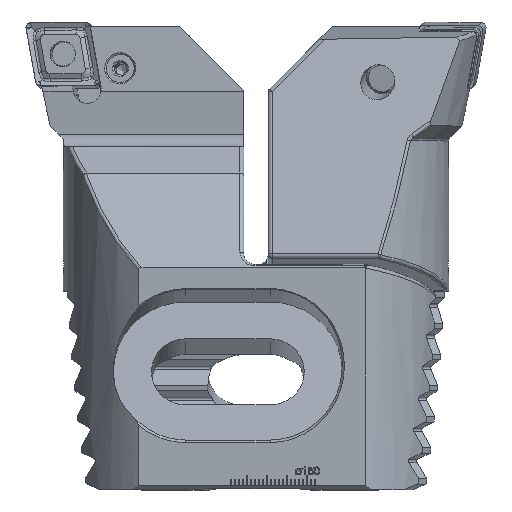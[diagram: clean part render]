
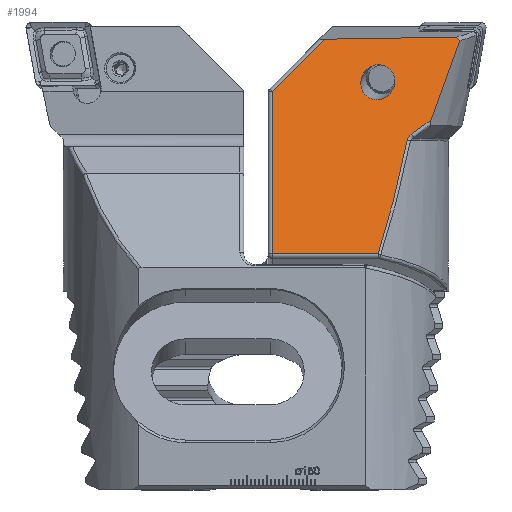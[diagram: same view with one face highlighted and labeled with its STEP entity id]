
A CAD part, top view. The second image highlights one B-rep face of the part: STEP entity #1994.
In plain terms, the highlighted face is planar.
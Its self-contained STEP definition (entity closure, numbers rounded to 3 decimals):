
#42 = DIRECTION ( 'NONE',  ( -1., 0., 0. ) ) ;
#293 =( BOUNDED_CURVE ( )  B_SPLINE_CURVE ( 3, ( #10059, #14845, #3952, #14953 ),
 .UNSPECIFIED., .F., .F. ) 
 B_SPLINE_CURVE_WITH_KNOTS ( ( 4, 4 ),
 ( 4.213, 4.329 ),
 .UNSPECIFIED. ) 
 CURVE ( )  GEOMETRIC_REPRESENTATION_ITEM ( )  RATIONAL_B_SPLINE_CURVE ( ( 1., 0.999, 0.999, 1. ) ) 
 REPRESENTATION_ITEM ( '' )  );
#433 = VECTOR ( 'NONE', #9081, 1000. ) ;
#522 = VERTEX_POINT ( 'NONE', #8732 ) ;
#855 = VERTEX_POINT ( 'NONE', #6064 ) ;
#952 = DIRECTION ( 'NONE',  ( 0., -0.259, 0.966 ) ) ;
#1041 = VECTOR ( 'NONE', #4102, 1000. ) ;
#1046 = B_SPLINE_CURVE_WITH_KNOTS ( 'NONE', 3,
 ( #2803, #1522, #2860, #2915 ),
 .UNSPECIFIED., .F., .F.,
 ( 4, 4 ),
 ( 0., 0.006 ),
 .UNSPECIFIED. ) ;
#1054 = FACE_OUTER_BOUND ( 'NONE', #11585, .T. ) ;
#1079 = CARTESIAN_POINT ( 'NONE',  ( 19.307, -28.477, -28.566 ) ) ;
#1479 = CARTESIAN_POINT ( 'NONE',  ( 25.511, -10.623, -23.782 ) ) ;
#1522 = CARTESIAN_POINT ( 'NONE',  ( 16.91, -26.577, -28.057 ) ) ;
#1569 = EDGE_LOOP ( 'NONE', ( #15339 ) ) ;
#1705 = CARTESIAN_POINT ( 'NONE',  ( 18.576, -27.741, -28.369 ) ) ;
#1817 = CARTESIAN_POINT ( 'NONE',  ( 25.511, -10.623, -23.782 ) ) ;
#1994 = ADVANCED_FACE ( 'NONE', ( #1054, #13790 ), #13349, .F. ) ;
#2113 = CARTESIAN_POINT ( 'NONE',  ( 6.774, -4.153, -22.048 ) ) ;
#2160 =( BOUNDED_CURVE ( )  B_SPLINE_CURVE ( 3, ( #1479, #10091, #4301, #15345, #7956, #5532, #15453 ),
 .UNSPECIFIED., .T., .T. ) 
 B_SPLINE_CURVE_WITH_KNOTS ( ( 4, 3, 4 ),
 ( 0., 3.142, 6.283 ),
 .UNSPECIFIED. ) 
 CURVE ( )  GEOMETRIC_REPRESENTATION_ITEM ( )  RATIONAL_B_SPLINE_CURVE ( ( 1., 0.333, 0.333, 1., 0.333, 0.333, 1. ) ) 
 REPRESENTATION_ITEM ( '' )  );
#2282 = ORIENTED_EDGE ( 'NONE', *, *, #15125, .T. ) ;
#2534 = CARTESIAN_POINT ( 'NONE',  ( 26.846, -57.496, -36.341 ) ) ;
#2803 = CARTESIAN_POINT ( 'NONE',  ( 18.576, -27.741, -28.369 ) ) ;
#2860 = CARTESIAN_POINT ( 'NONE',  ( 15.265, -25.386, -27.737 ) ) ;
#2915 = CARTESIAN_POINT ( 'NONE',  ( 13.636, -24.174, -27.413 ) ) ;
#3348 = EDGE_CURVE ( 'NONE', #12083, #855, #1046, .T. ) ;
#3364 = VECTOR ( 'NONE', #15843, 1000. ) ;
#3376 = EDGE_CURVE ( 'NONE', #12043, #15993, #3708, .T. ) ;
#3504 = CARTESIAN_POINT ( 'NONE',  ( 19.51, -28.871, -28.671 ) ) ;
#3708 = LINE ( 'NONE', #15133, #433 ) ;
#3952 = CARTESIAN_POINT ( 'NONE',  ( 8.821, -11.22, -23.942 ) ) ;
#3975 = CARTESIAN_POINT ( 'NONE',  ( 19.587, -29.155, -28.747 ) ) ;
#4102 = DIRECTION ( 'NONE',  ( 0., -0.966, -0.259 ) ) ;
#4165 = VERTEX_POINT ( 'NONE', #10812 ) ;
#4301 = CARTESIAN_POINT ( 'NONE',  ( 36.319, -16.506, -25.358 ) ) ;
#4430 = EDGE_CURVE ( 'NONE', #522, #9144, #8292, .T. ) ;
#5136 = VERTEX_POINT ( 'NONE', #12084 ) ;
#5344 = EDGE_CURVE ( 'NONE', #12987, #12987, #2160, .T. ) ;
#5532 = CARTESIAN_POINT ( 'NONE',  ( 17.521, -13.128, -24.453 ) ) ;
#5535 = ORIENTED_EDGE ( 'NONE', *, *, #4430, .T. ) ;
#5778 = ORIENTED_EDGE ( 'NONE', *, *, #12884, .F. ) ;
#5909 = CARTESIAN_POINT ( 'NONE',  ( 74.563, -38.355, -31.212 ) ) ;
#5942 = CARTESIAN_POINT ( 'NONE',  ( 6.506, -4.438, -22.124 ) ) ;
#6064 = CARTESIAN_POINT ( 'NONE',  ( 13.636, -24.174, -27.413 ) ) ;
#6820 = CARTESIAN_POINT ( 'NONE',  ( 7.309, -3.584, -21.896 ) ) ;
#7208 = CARTESIAN_POINT ( 'NONE',  ( 19.587, -29.155, -28.747 ) ) ;
#7272 = CARTESIAN_POINT ( 'NONE',  ( 7.309, -3.584, -21.896 ) ) ;
#7510 = EDGE_CURVE ( 'NONE', #5136, #522, #7782, .T. ) ;
#7687 = CARTESIAN_POINT ( 'NONE',  ( 40.302, -4.094, -22.032 ) ) ;
#7782 = LINE ( 'NONE', #15163, #1041 ) ;
#7956 = CARTESIAN_POINT ( 'NONE',  ( 20.34, -21.516, -26.7 ) ) ;
#8217 = B_SPLINE_CURVE_WITH_KNOTS ( 'NONE', 3,
 ( #15723, #9631, #14488, #1079, #13193, #3504, #8345, #7208 ),
 .UNSPECIFIED., .F., .F.,
 ( 4, 2, 2, 4 ),
 ( 0., 0.001, 0.001, 0.002 ),
 .UNSPECIFIED. ) ;
#8241 = CARTESIAN_POINT ( 'NONE',  ( 6.506, -4.438, -22.124 ) ) ;
#8292 = LINE ( 'NONE', #14766, #13506 ) ;
#8314 = ORIENTED_EDGE ( 'NONE', *, *, #11369, .T. ) ;
#8345 = CARTESIAN_POINT ( 'NONE',  ( 19.557, -29.01, -28.709 ) ) ;
#8732 = CARTESIAN_POINT ( 'NONE',  ( 53.25, -57.496, -36.341 ) ) ;
#9081 = DIRECTION ( 'NONE',  ( -1., 0.015, 0.004 ) ) ;
#9144 = VERTEX_POINT ( 'NONE', #2534 ) ;
#9631 = CARTESIAN_POINT ( 'NONE',  ( 18.823, -27.914, -28.415 ) ) ;
#9701 = ORIENTED_EDGE ( 'NONE', *, *, #7510, .T. ) ;
#9726 = LINE ( 'NONE', #5909, #3364 ) ;
#10059 = CARTESIAN_POINT ( 'NONE',  ( 13.636, -24.174, -27.413 ) ) ;
#10091 = CARTESIAN_POINT ( 'NONE',  ( 33.501, -8.118, -23.111 ) ) ;
#10302 = ORIENTED_EDGE ( 'NONE', *, *, #15147, .T. ) ;
#10574 =( BOUNDED_CURVE ( )  B_SPLINE_CURVE ( 3, ( #15074, #11378, #15183, #3975 ),
 .UNSPECIFIED., .F., .F. ) 
 B_SPLINE_CURVE_WITH_KNOTS ( ( 4, 4 ),
 ( 3.835, 4.064 ),
 .UNSPECIFIED. ) 
 CURVE ( )  GEOMETRIC_REPRESENTATION_ITEM ( )  RATIONAL_B_SPLINE_CURVE ( ( 1., 0.996, 0.996, 1. ) ) 
 REPRESENTATION_ITEM ( '' )  );
#10812 = CARTESIAN_POINT ( 'NONE',  ( 19.587, -29.155, -28.747 ) ) ;
#11037 = EDGE_CURVE ( 'NONE', #9144, #4165, #10574, .T. ) ;
#11369 = EDGE_CURVE ( 'NONE', #855, #11798, #293, .T. ) ;
#11378 = CARTESIAN_POINT ( 'NONE',  ( 24.141, -49.105, -34.093 ) ) ;
#11585 = EDGE_LOOP ( 'NONE', ( #8314, #2282, #14838, #10302, #9701, #5535, #11596, #5778, #15372 ) ) ;
#11596 = ORIENTED_EDGE ( 'NONE', *, *, #11037, .T. ) ;
#11798 = VERTEX_POINT ( 'NONE', #5942 ) ;
#12043 = VERTEX_POINT ( 'NONE', #7687 ) ;
#12083 = VERTEX_POINT ( 'NONE', #1705 ) ;
#12084 = CARTESIAN_POINT ( 'NONE',  ( 53.25, -17.042, -25.502 ) ) ;
#12884 = EDGE_CURVE ( 'NONE', #12083, #4165, #8217, .T. ) ;
#12987 = VERTEX_POINT ( 'NONE', #1817 ) ;
#13193 = CARTESIAN_POINT ( 'NONE',  ( 19.385, -28.605, -28.6 ) ) ;
#13349 = PLANE ( 'NONE',  #13998 ) ;
#13506 = VECTOR ( 'NONE', #42, 1000. ) ;
#13790 = FACE_BOUND ( 'NONE', #1569, .T. ) ;
#13998 = AXIS2_PLACEMENT_3D ( 'NONE', #15652, #952, #14421 ) ;
#14421 = DIRECTION ( 'NONE',  ( 0., -0.966, -0.259 ) ) ;
#14488 = CARTESIAN_POINT ( 'NONE',  ( 19.043, -28.121, -28.47 ) ) ;
#14766 = CARTESIAN_POINT ( 'NONE',  ( 113.15, -57.496, -36.341 ) ) ;
#14838 = ORIENTED_EDGE ( 'NONE', *, *, #3376, .F. ) ;
#14845 = CARTESIAN_POINT ( 'NONE',  ( 11.201, -17.806, -25.706 ) ) ;
#14953 = CARTESIAN_POINT ( 'NONE',  ( 6.506, -4.438, -22.124 ) ) ;
#15074 = CARTESIAN_POINT ( 'NONE',  ( 26.846, -57.496, -36.341 ) ) ;
#15125 = EDGE_CURVE ( 'NONE', #11798, #15993, #15678, .T. ) ;
#15133 = CARTESIAN_POINT ( 'NONE',  ( 113.102, -5.22, -22.334 ) ) ;
#15147 = EDGE_CURVE ( 'NONE', #12043, #5136, #9726, .T. ) ;
#15163 = CARTESIAN_POINT ( 'NONE',  ( 53.25, -2.353, -21.566 ) ) ;
#15183 = CARTESIAN_POINT ( 'NONE',  ( 21.711, -39.617, -31.551 ) ) ;
#15339 = ORIENTED_EDGE ( 'NONE', *, *, #5344, .F. ) ;
#15345 = CARTESIAN_POINT ( 'NONE',  ( 28.33, -19.011, -26.029 ) ) ;
#15372 = ORIENTED_EDGE ( 'NONE', *, *, #3348, .T. ) ;
#15453 = CARTESIAN_POINT ( 'NONE',  ( 25.511, -10.623, -23.782 ) ) ;
#15652 = CARTESIAN_POINT ( 'NONE',  ( 113.15, -2.353, -21.566 ) ) ;
#15678 = B_SPLINE_CURVE_WITH_KNOTS ( 'NONE', 3,
 ( #8241, #2113, #15944, #7272 ),
 .UNSPECIFIED., .F., .F.,
 ( 4, 4 ),
 ( 0., 1. ),
 .UNSPECIFIED. ) ;
#15723 = CARTESIAN_POINT ( 'NONE',  ( 18.576, -27.741, -28.369 ) ) ;
#15843 = DIRECTION ( 'NONE',  ( 0.695, -0.695, -0.186 ) ) ;
#15944 = CARTESIAN_POINT ( 'NONE',  ( 7.042, -3.868, -21.972 ) ) ;
#15993 = VERTEX_POINT ( 'NONE', #6820 ) ;
